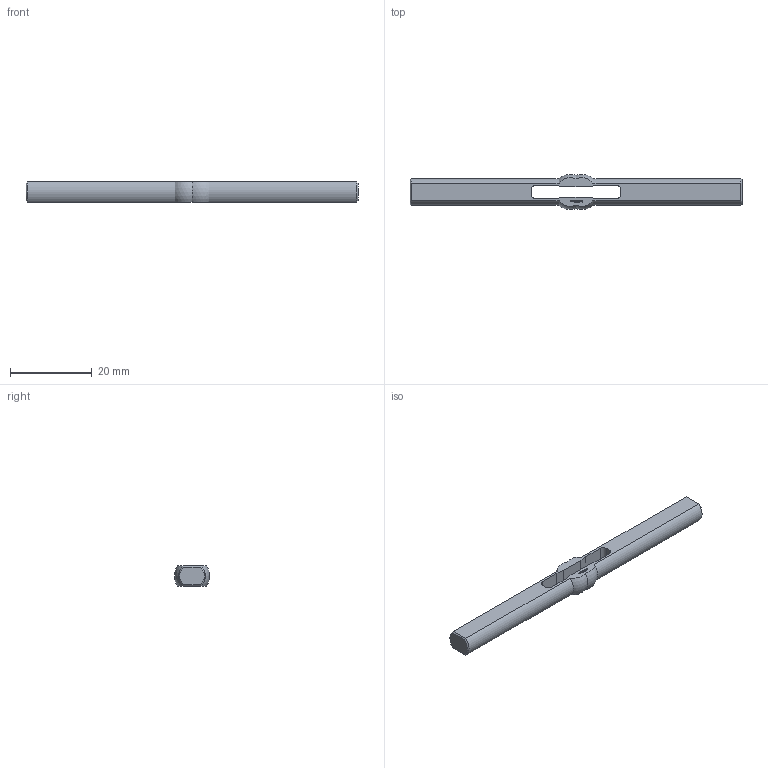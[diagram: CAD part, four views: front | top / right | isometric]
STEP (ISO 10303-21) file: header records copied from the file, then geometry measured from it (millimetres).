
FILE_DESCRIPTION(('FreeCAD Model'),'2;1');
FILE_NAME('Open CASCADE Shape Model','2022-07-07T22:29:52',(''),(''), 'Open CASCADE STEP processor 7.5','FreeCAD','Unknown');
FILE_SCHEMA(('AUTOMOTIVE_DESIGN { 1 0 10303 214 1 1 1 1 }'));
Length unit declared in the file: millimetre
Products named in the file (1): Pin SPP INR LCT BDR BU01.00x02.75 - SPN-PIN-0103
Bounding box: 81.25 x 8.57 x 5 mm (x, y, z)
Volume: 2140.6 mm3; surface area: 1824.9 mm2
Topology: 1 solids, 1 shells, 480 faces, 1342 edges, 892 vertices
Faces by surface type: plane 338, bspline 126, cylinder 8, cone 4, sphere 4
Entity records: 34316 total; most frequent: CARTESIAN_POINT 9121, DIRECTION 3966, LINE 3188, VECTOR 3188, ORIENTED_EDGE 2684, PCURVE 2684, DEFINITIONAL_REPRESENTATION 2684, EDGE_CURVE 1342
